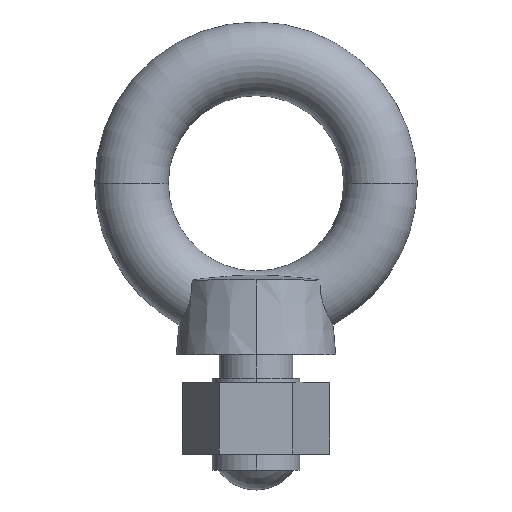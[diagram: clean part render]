
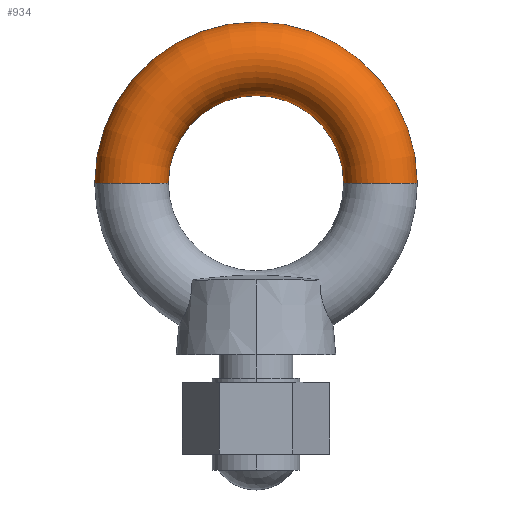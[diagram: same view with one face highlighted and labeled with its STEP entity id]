
A CAD part, top view. The second image highlights one B-rep face of the part: STEP entity #934.
In plain terms, the highlighted toroidal (fillet/blend) face has major radius 31.25 mm and minor radius 9.25 mm.
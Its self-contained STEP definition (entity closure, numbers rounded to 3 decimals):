
#159 = CARTESIAN_POINT ( 'NONE',  ( 0., 0., 0. ) ) ;
#160 = DIRECTION ( 'NONE',  ( 0., 0., -1. ) ) ;
#161 = DIRECTION ( 'NONE',  ( -1., 0., 0. ) ) ;
#162 = CARTESIAN_POINT ( 'NONE',  ( 0., 0., 0. ) ) ;
#163 = DIRECTION ( 'NONE',  ( 0., 0., -1. ) ) ;
#164 = DIRECTION ( 'NONE',  ( -1., 0., 0. ) ) ;
#235 = CARTESIAN_POINT ( 'NONE',  ( -31.25, 0., 0. ) ) ;
#236 = DIRECTION ( 'NONE',  ( 0., -1., 0. ) ) ;
#237 = DIRECTION ( 'NONE',  ( 0., 0., -1. ) ) ;
#238 = CARTESIAN_POINT ( 'NONE',  ( 31.25, 0., 0. ) ) ;
#239 = DIRECTION ( 'NONE',  ( 0., 1., 0. ) ) ;
#240 = DIRECTION ( 'NONE',  ( -1., 0., 0. ) ) ;
#373 = CARTESIAN_POINT ( 'NONE',  ( 0., 0., 0. ) ) ;
#374 = DIRECTION ( 'NONE',  ( 0., 0., -1. ) ) ;
#375 = DIRECTION ( 'NONE',  ( -1., 0., 0. ) ) ;
#424 = CARTESIAN_POINT ( 'NONE',  ( -40.5, 0., 0. ) ) ;
#563 = VERTEX_POINT ( 'NONE', #611 ) ;
#564 = VERTEX_POINT ( 'NONE', #613 ) ;
#578 = EDGE_LOOP ( 'NONE', ( #1072, #1073, #1071, #1074 ) ) ;
#584 = VERTEX_POINT ( 'NONE', #608 ) ;
#608 = CARTESIAN_POINT ( 'NONE',  ( -22., 0., 0. ) ) ;
#611 = CARTESIAN_POINT ( 'NONE',  ( 40.5, 0., 0. ) ) ;
#613 = CARTESIAN_POINT ( 'NONE',  ( 22., 0., 0. ) ) ;
#702 = TOROIDAL_SURFACE ( 'NONE', #706, 31.25, 9.25 ) ;
#706 = AXIS2_PLACEMENT_3D ( 'NONE', #373, #374, #375 ) ;
#726 = AXIS2_PLACEMENT_3D ( 'NONE', #238, #239, #240 ) ;
#729 = AXIS2_PLACEMENT_3D ( 'NONE', #235, #236, #237 ) ;
#730 = CIRCLE ( 'NONE', #726, 9.25 ) ;
#757 = CIRCLE ( 'NONE', #729, 9.25 ) ;
#758 = AXIS2_PLACEMENT_3D ( 'NONE', #162, #163, #164 ) ;
#760 = AXIS2_PLACEMENT_3D ( 'NONE', #159, #160, #161 ) ;
#761 = CIRCLE ( 'NONE', #760, 40.5 ) ;
#763 = CIRCLE ( 'NONE', #758, 22. ) ;
#889 = EDGE_CURVE ( 'NONE', #977, #563, #761, .T. ) ;
#890 = EDGE_CURVE ( 'NONE', #584, #564, #763, .T. ) ;
#908 = EDGE_CURVE ( 'NONE', #584, #977, #757, .T. ) ;
#909 = EDGE_CURVE ( 'NONE', #564, #563, #730, .T. ) ;
#934 = ADVANCED_FACE ( 'NONE', ( #1164 ), #702, .T. ) ;
#977 = VERTEX_POINT ( 'NONE', #424 ) ;
#1071 = ORIENTED_EDGE ( 'NONE', *, *, #890, .T. ) ;
#1072 = ORIENTED_EDGE ( 'NONE', *, *, #889, .F. ) ;
#1073 = ORIENTED_EDGE ( 'NONE', *, *, #908, .F. ) ;
#1074 = ORIENTED_EDGE ( 'NONE', *, *, #909, .T. ) ;
#1164 = FACE_OUTER_BOUND ( 'NONE', #578, .T. ) ;
